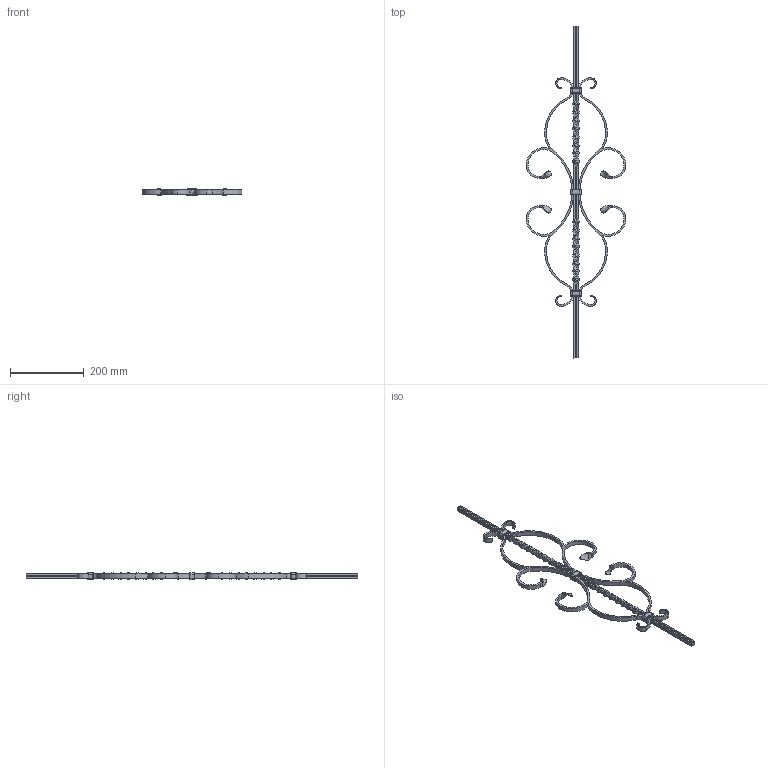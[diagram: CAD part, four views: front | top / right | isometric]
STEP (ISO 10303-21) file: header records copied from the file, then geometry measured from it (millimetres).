
FILE_DESCRIPTION (( 'STEP AP203' ), '1' );
FILE_NAME ('1504.STEP', '2023-07-05T06:48:46', ( '' ), ( '' ), 'SwSTEP 2.0', 'SolidWorks 2018', '' );
FILE_SCHEMA (( 'CONFIG_CONTROL_DESIGN' ));
Length unit declared in the file: millimetre
Products named in the file (1): 1504
Bounding box: 270 x 900 x 20.49 mm (x, y, z)
Volume: 269922.5 mm3; surface area: 135212.6 mm2
Topology: 3 solids, 3 shells, 890 faces, 2062 edges, 1180 vertices
Faces by surface type: plane 362, cylinder 235, bspline 185, torus 108
Entity records: 42230 total; most frequent: CARTESIAN_POINT 23304, ORIENTED_EDGE 4124, DIRECTION 3535, EDGE_CURVE 2062, AXIS2_PLACEMENT_3D 1253, VERTEX_POINT 1180, VECTOR 1029, LINE 1029
